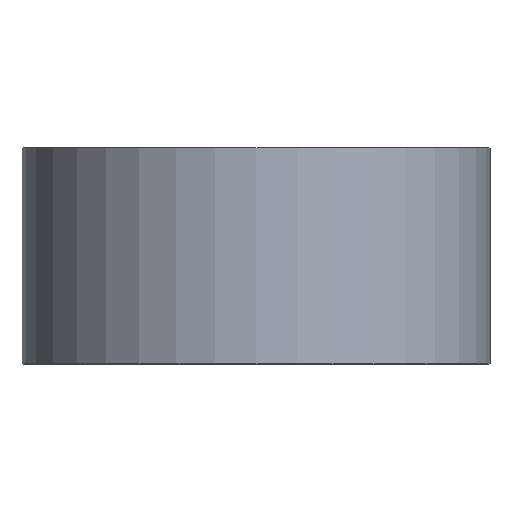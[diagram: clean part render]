
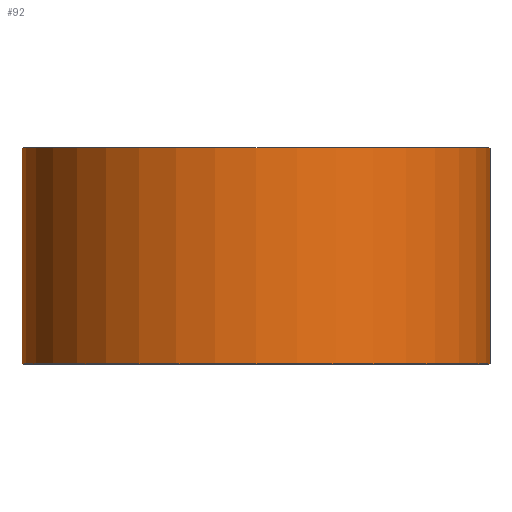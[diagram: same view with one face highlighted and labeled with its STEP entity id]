
A CAD part, top view. The second image highlights one B-rep face of the part: STEP entity #92.
In plain terms, the highlighted cylindrical face has radius 32.5 mm (diameter 65 mm), a full revolution.
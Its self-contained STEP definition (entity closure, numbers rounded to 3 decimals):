
#20=CYLINDRICAL_SURFACE('',#118,32.5);
#26=FACE_OUTER_BOUND('',#34,.T.);
#34=EDGE_LOOP('',(#81,#82,#83,#84));
#38=LINE('',#171,#42);
#42=VECTOR('',#148,32.5);
#46=CIRCLE('',#113,32.5);
#48=CIRCLE('',#117,32.5);
#52=VERTEX_POINT('',#161);
#54=VERTEX_POINT('',#168);
#60=EDGE_CURVE('',#52,#52,#46,.T.);
#63=EDGE_CURVE('',#54,#54,#48,.T.);
#64=EDGE_CURVE('',#52,#54,#38,.T.);
#81=ORIENTED_EDGE('',*,*,#60,.F.);
#82=ORIENTED_EDGE('',*,*,#64,.T.);
#83=ORIENTED_EDGE('',*,*,#63,.T.);
#84=ORIENTED_EDGE('',*,*,#64,.F.);
#92=ADVANCED_FACE('',(#26),#20,.T.);
#113=AXIS2_PLACEMENT_3D('',#162,#135,#136);
#117=AXIS2_PLACEMENT_3D('',#169,#144,#145);
#118=AXIS2_PLACEMENT_3D('',#170,#146,#147);
#135=DIRECTION('center_axis',(0.,1.,0.));
#136=DIRECTION('ref_axis',(1.,0.,0.));
#144=DIRECTION('center_axis',(0.,1.,0.));
#145=DIRECTION('ref_axis',(1.,0.,0.));
#146=DIRECTION('center_axis',(0.,1.,0.));
#147=DIRECTION('ref_axis',(1.,0.,0.));
#148=DIRECTION('',(0.,-1.,0.));
#161=CARTESIAN_POINT('',(-32.5,30.,0.));
#162=CARTESIAN_POINT('Origin',(0.,30.,0.));
#168=CARTESIAN_POINT('',(-32.5,0.,0.));
#169=CARTESIAN_POINT('Origin',(0.,0.,0.));
#170=CARTESIAN_POINT('Origin',(0.,0.,0.));
#171=CARTESIAN_POINT('',(-32.5,0.,0.));
